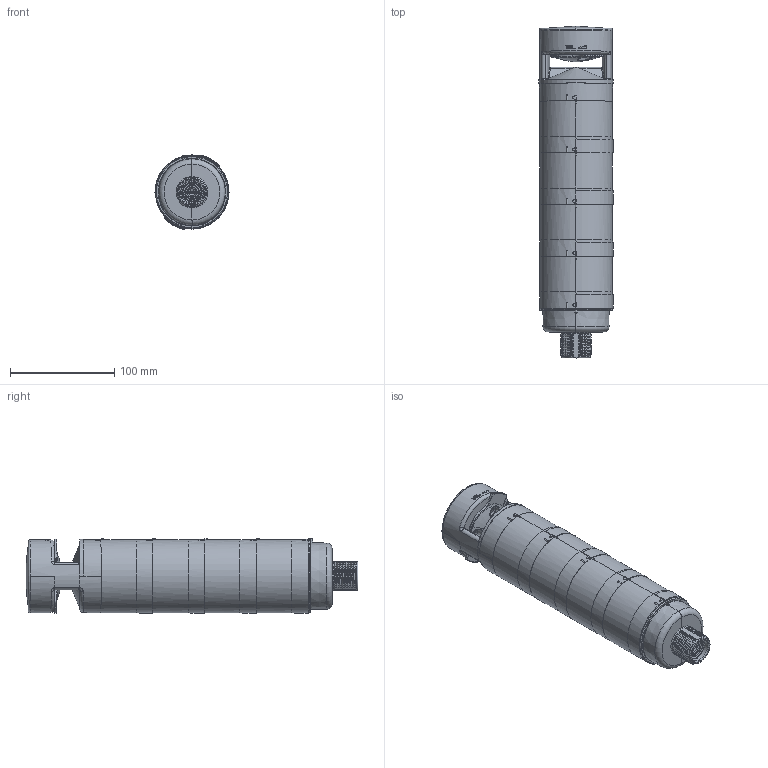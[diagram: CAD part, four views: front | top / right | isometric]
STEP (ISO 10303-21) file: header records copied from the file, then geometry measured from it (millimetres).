
FILE_DESCRIPTION((''),'2;1');
FILE_NAME('181474_ASM','2022-04-18T14:10:23',('PDMAdmin'),('BANNER ENGINEERING'),'CREO PARAMETRIC BY PTC INC, 2019292','CREO PARAMETRIC BY PTC INC, 2019292','');
FILE_SCHEMA(('CONFIG_CONTROL_DESIGN'));
Length unit declared in the file: millimetre
Products named in the file (7): 180077; 183492; 183493; 180306; 180307; 180308; 181474_ASM
Assembly tree (12 placements, depth 2):
  181474_ASM
    180077
    183492  x4
    183493  x4
    180306
    180307
    180308
Bounding box: 71 x 318.31 x 71.25 mm (x, y, z)
Volume: 301127.9 mm3; surface area: 218462.6 mm2
Topology: 12 solids, 17 shells, 3634 faces, 8875 edges, 5295 vertices
Faces by surface type: bspline 1145, cylinder 967, plane 654, torus 372, cone 292, sphere 178, extrusion 22, revolution 4
Entity records: 105131 total; most frequent: CARTESIAN_POINT 65137, ORIENTED_EDGE 9258, DIRECTION 7137, EDGE_CURVE 4633, AXIS2_PLACEMENT_3D 2964, VERTEX_POINT 2820, EDGE_LOOP 1945, FACE_OUTER_BOUND 1861
